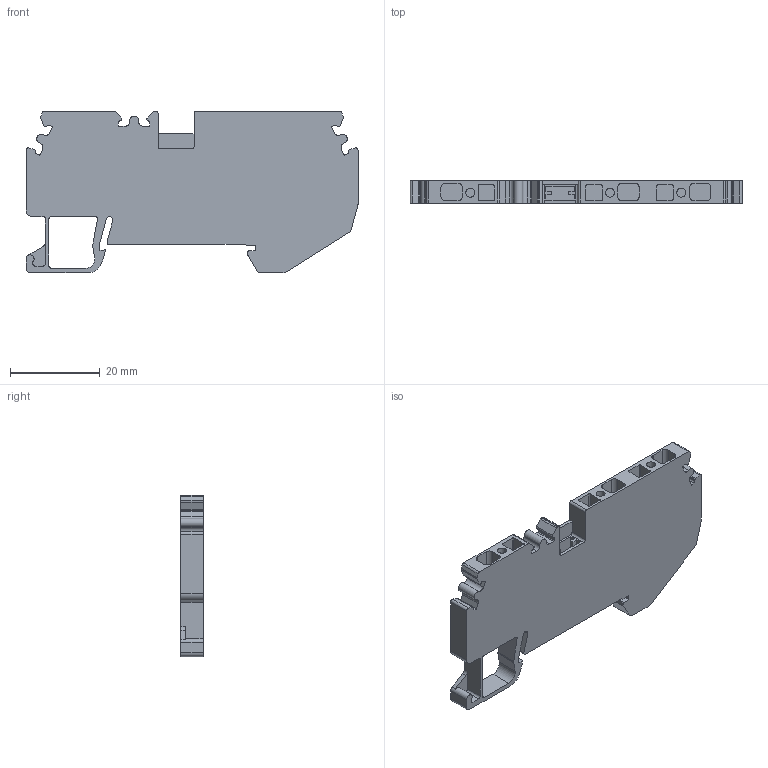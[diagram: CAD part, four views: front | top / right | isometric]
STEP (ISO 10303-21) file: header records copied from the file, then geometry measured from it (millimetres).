
FILE_DESCRIPTION( ( 'Unknown' ), '1' );
FILE_NAME( 'CSC2.5T1x2.stp', 'Unknown', ( 'Unknown' ), ( 'Unknown' ), 'PSStep 14.0', 'Unknown', ' ' );
FILE_SCHEMA( ( 'AUTOMOTIVE_DESIGN { 1 0 10303 214 1 1 1 1 }' ) );
Length unit declared in the file: millimetre
Products named in the file (1): 1
Bounding box: 74 x 5 x 36 mm (x, y, z)
Volume: 9360.9 mm3; surface area: 6762.8 mm2
Topology: 1 solids, 1 shells, 221 faces, 627 edges, 418 vertices
Faces by surface type: plane 121, cylinder 100
Full cylindrical faces by diameter (mm): 2 x3
Entity records: 8995 total; most frequent: DIRECTION 1269, CARTESIAN_POINT 1264, ORIENTED_EDGE 1248, EDGE_CURVE 624, AXIS2_PLACEMENT_3D 423, LINE 423, VECTOR 423, VERTEX_POINT 418
